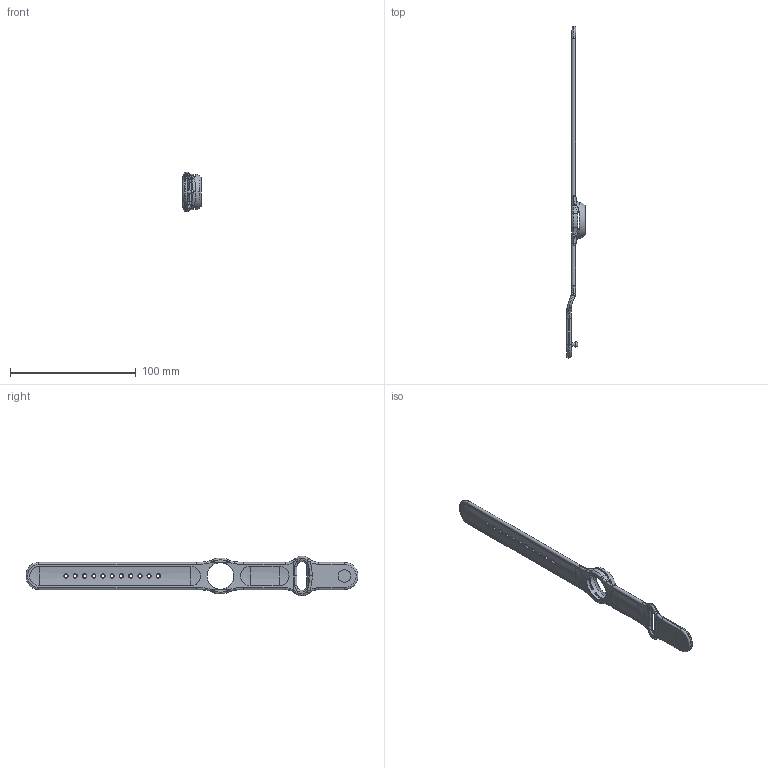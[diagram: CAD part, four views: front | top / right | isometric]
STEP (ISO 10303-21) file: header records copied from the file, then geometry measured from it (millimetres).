
FILE_DESCRIPTION(/* description */ ('STEP AP242 Edition 2','CAx-IF Rec.Pracs.---Representation and Presentation of Product Manufacturing Information (PMI)---4.0---2014-10-13','CAx-IF Rec.Pracs.---3D Tessellated Geometry---0.4---2014-09-14','2;1','CAx-IF Rec.Pracs.---User Defined Attributes---1.5---2016-08-15'),/* implementation_level */ '2;1');
FILE_NAME(/* name */ '697f68b537e5c2543f1c9544',/* time_stamp */ '2026-02-01T14:52:38Z',/* author */ (''),/* organization */ (''),/* preprocessor_version */ 'ST-DEVELOPER v20',/* originating_system */ 'ONSHAPE BY PTC INC, 1.210',/* authorisation */ ' ');
FILE_SCHEMA (('AP242_MANAGED_MODEL_BASED_3D_ENGINEERING_MIM_LF { 1 0 10303 442 3 1 4 }'));
Length unit declared in the file: metre
Products named in the file (2): 03-OMIV3-WRAPPER-1-3; 03-OMIV3-WRAPPER-2-2
Bounding box: 14.9 x 263.75 x 31.65 mm (x, y, z)
Volume: 15861.3 mm3; surface area: 13855.3 mm2
Topology: 2 solids, 2 shells, 277 faces, 673 edges, 395 vertices
Faces by surface type: bspline 131, cylinder 70, torus 46, plane 29, cone 1
Full cylindrical faces by diameter (mm): 2.2 x1, 2.4 x1, 2.822 x11, 3 x1, 9.4 x1, 10 x1, 10.5 x2
Entity records: 17069 total; most frequent: CARTESIAN_POINT 11336, ORIENTED_EDGE 1260, EDGE_CURVE 630, DIRECTION 591, B_SPLINE_CURVE_WITH_KNOTS 460, VERTEX_POINT 388, EDGE_LOOP 340, FACE_BOUND 340
